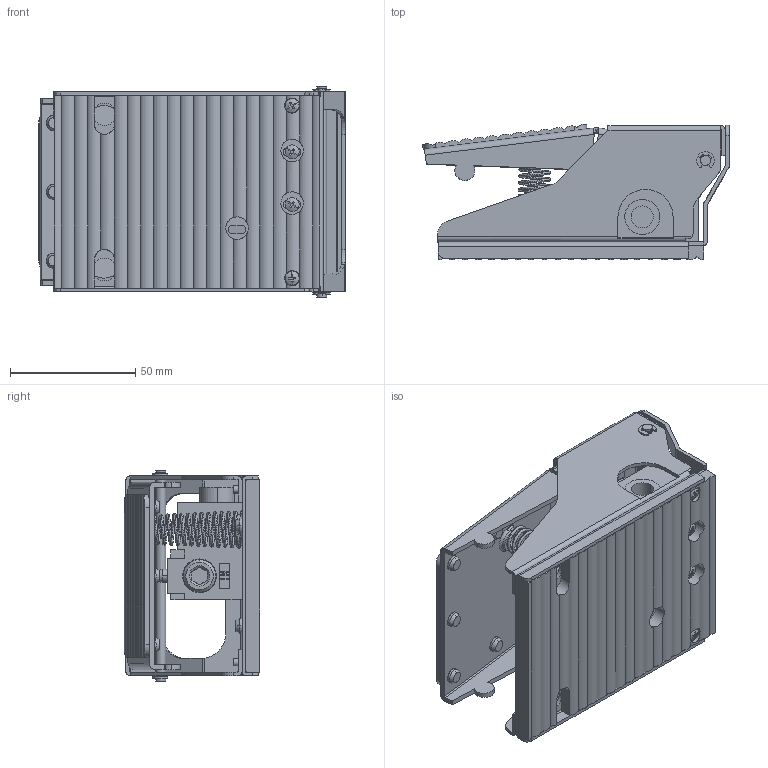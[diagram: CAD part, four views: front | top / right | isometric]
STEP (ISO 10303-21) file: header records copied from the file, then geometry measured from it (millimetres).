
FILE_DESCRIPTION (( 'STEP AP203' ), '1' );
FILE_NAME ('FV320.step', '2017-03-07T18:52:42', ( '' ), ( '' ), 'SwSTEP 2.0', 'SolidWorks 2016', '' );
FILE_SCHEMA (( 'CONFIG_CONTROL_DESIGN' ));
Length unit declared in the file: millimetre
Products named in the file (1): FV320
Bounding box: 122.56 x 54.04 x 84 mm (x, y, z)
Volume: 147886.6 mm3; surface area: 119056.6 mm2
Topology: 20 solids, 20 shells, 930 faces, 2402 edges, 1556 vertices
Faces by surface type: plane 439, cylinder 390, cone 60, bspline 41
Entity records: 38910 total; most frequent: CARTESIAN_POINT 15915, ORIENTED_EDGE 4792, DIRECTION 4773, EDGE_CURVE 2396, AXIS2_PLACEMENT_3D 1730, VERTEX_POINT 1556, VECTOR 1313, LINE 1313
